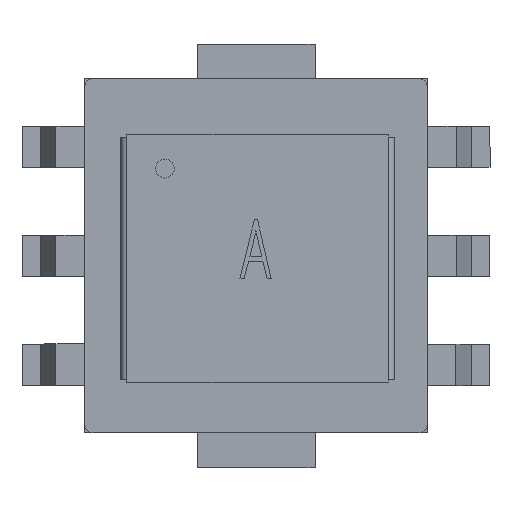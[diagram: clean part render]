
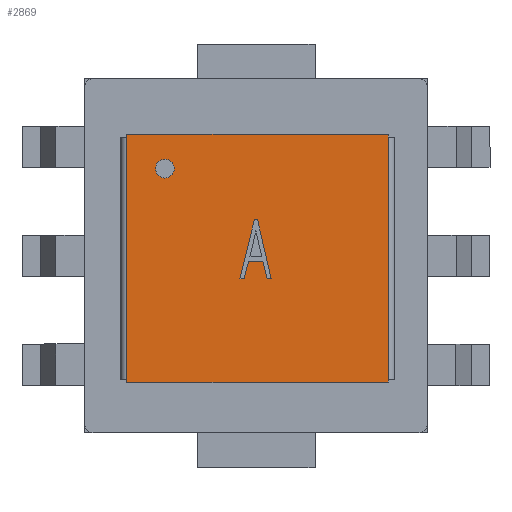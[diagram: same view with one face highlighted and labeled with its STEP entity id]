
A CAD part, top view. The second image highlights one B-rep face of the part: STEP entity #2869.
In plain terms, the highlighted planar face has unit normal (0, 0, 1).
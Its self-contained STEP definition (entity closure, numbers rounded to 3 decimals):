
#28=CIRCLE('',#3386,0.159);
#189=ORIENTED_EDGE('',*,*,#966,.T.);
#190=ORIENTED_EDGE('',*,*,#967,.F.);
#191=ORIENTED_EDGE('',*,*,#968,.F.);
#192=ORIENTED_EDGE('',*,*,#969,.T.);
#193=ORIENTED_EDGE('',*,*,#970,.T.);
#194=ORIENTED_EDGE('',*,*,#971,.T.);
#195=ORIENTED_EDGE('',*,*,#972,.T.);
#196=ORIENTED_EDGE('',*,*,#973,.T.);
#197=ORIENTED_EDGE('',*,*,#974,.T.);
#198=ORIENTED_EDGE('',*,*,#956,.T.);
#199=ORIENTED_EDGE('',*,*,#935,.T.);
#200=ORIENTED_EDGE('',*,*,#939,.T.);
#201=ORIENTED_EDGE('',*,*,#942,.T.);
#202=ORIENTED_EDGE('',*,*,#945,.T.);
#203=ORIENTED_EDGE('',*,*,#948,.T.);
#204=ORIENTED_EDGE('',*,*,#951,.T.);
#205=ORIENTED_EDGE('',*,*,#954,.T.);
#935=EDGE_CURVE('',#1339,#1338,#1609,.T.);
#939=EDGE_CURVE('',#1338,#1341,#1612,.T.);
#942=EDGE_CURVE('',#1341,#1343,#1614,.T.);
#945=EDGE_CURVE('',#1343,#1345,#1616,.T.);
#948=EDGE_CURVE('',#1345,#1347,#1618,.T.);
#951=EDGE_CURVE('',#1347,#1349,#1620,.T.);
#954=EDGE_CURVE('',#1349,#1351,#1622,.T.);
#956=EDGE_CURVE('',#1351,#1339,#1623,.T.);
#966=EDGE_CURVE('',#1358,#1358,#28,.T.);
#967=EDGE_CURVE('',#1359,#1360,#1630,.T.);
#968=EDGE_CURVE('',#1361,#1359,#1631,.T.);
#969=EDGE_CURVE('',#1361,#1362,#1632,.F.);
#970=EDGE_CURVE('',#1362,#1363,#1633,.T.);
#971=EDGE_CURVE('',#1363,#1364,#1634,.T.);
#972=EDGE_CURVE('',#1364,#1365,#1635,.F.);
#973=EDGE_CURVE('',#1365,#1366,#1636,.T.);
#974=EDGE_CURVE('',#1366,#1360,#1637,.T.);
#1338=VERTEX_POINT('',#4346);
#1339=VERTEX_POINT('',#4348);
#1341=VERTEX_POINT('',#4355);
#1343=VERTEX_POINT('',#4362);
#1345=VERTEX_POINT('',#4369);
#1347=VERTEX_POINT('',#4376);
#1349=VERTEX_POINT('',#4383);
#1351=VERTEX_POINT('',#4390);
#1358=VERTEX_POINT('',#4421);
#1359=VERTEX_POINT('',#4423);
#1360=VERTEX_POINT('',#4424);
#1361=VERTEX_POINT('',#4426);
#1362=VERTEX_POINT('',#4428);
#1363=VERTEX_POINT('',#4430);
#1364=VERTEX_POINT('',#4432);
#1365=VERTEX_POINT('',#4434);
#1366=VERTEX_POINT('',#4436);
#1609=LINE('',#4347,#1987);
#1612=LINE('',#4356,#1990);
#1614=LINE('',#4363,#1992);
#1616=LINE('',#4370,#1994);
#1618=LINE('',#4377,#1996);
#1620=LINE('',#4384,#1998);
#1622=LINE('',#4391,#2000);
#1623=LINE('',#4395,#2001);
#1630=LINE('',#4422,#2008);
#1631=LINE('',#4425,#2009);
#1632=LINE('',#4427,#2010);
#1633=LINE('',#4429,#2011);
#1634=LINE('',#4431,#2012);
#1635=LINE('',#4433,#2013);
#1636=LINE('',#4435,#2014);
#1637=LINE('',#4437,#2015);
#1987=VECTOR('',#3585,1000.);
#1990=VECTOR('',#3590,1000.);
#1992=VECTOR('',#3594,1000.);
#1994=VECTOR('',#3598,1000.);
#1996=VECTOR('',#3602,1000.);
#1998=VECTOR('',#3606,1000.);
#2000=VECTOR('',#3610,1000.);
#2001=VECTOR('',#3613,1000.);
#2008=VECTOR('',#3634,1000.);
#2009=VECTOR('',#3635,1000.);
#2010=VECTOR('',#3636,1000.);
#2011=VECTOR('',#3637,1000.);
#2012=VECTOR('',#3638,1000.);
#2013=VECTOR('',#3639,1000.);
#2014=VECTOR('',#3640,1000.);
#2015=VECTOR('',#3641,1000.);
#2372=EDGE_LOOP('',(#189));
#2373=EDGE_LOOP('',(#190,#191,#192,#193,#194,#195,#196,#197));
#2374=EDGE_LOOP('',(#198,#199,#200,#201,#202,#203,#204,#205));
#2545=FACE_BOUND('',#2372,.T.);
#2546=FACE_BOUND('',#2373,.T.);
#2547=FACE_BOUND('',#2374,.T.);
#2717=PLANE('',#3385);
#2869=ADVANCED_FACE('',(#2545,#2546,#2547),#2717,.T.);
#3385=AXIS2_PLACEMENT_3D('',#4419,#3630,#3631);
#3386=AXIS2_PLACEMENT_3D('',#4420,#3632,#3633);
#3585=DIRECTION('',(0.,1.,0.));
#3590=DIRECTION('',(0.974,0.226,0.));
#3594=DIRECTION('',(0.,-1.,0.));
#3598=DIRECTION('',(-0.973,-0.23,0.));
#3602=DIRECTION('',(0.,-1.,0.));
#3606=DIRECTION('',(0.972,-0.237,0.));
#3610=DIRECTION('',(-0.011,-1.,0.));
#3613=DIRECTION('',(-0.971,0.237,0.));
#3630=DIRECTION('',(0.,0.,1.));
#3631=DIRECTION('',(1.,0.,0.));
#3632=DIRECTION('',(0.,0.,-1.));
#3633=DIRECTION('',(0.,1.,0.));
#3634=DIRECTION('',(1.,0.,0.));
#3635=DIRECTION('',(0.,-1.,0.));
#3636=DIRECTION('',(1.,0.,0.));
#3637=DIRECTION('',(0.,-1.,0.));
#3638=DIRECTION('',(-1.,0.,0.));
#3639=DIRECTION('',(0.,1.,0.));
#3640=DIRECTION('',(1.,0.,0.));
#3641=DIRECTION('',(0.,1.,0.));
#4346=CARTESIAN_POINT('',(-0.652,-0.002,0.13));
#4347=CARTESIAN_POINT('',(-0.652,0.,0.13));
#4348=CARTESIAN_POINT('',(-0.652,-0.057,0.13));
#4355=CARTESIAN_POINT('',(0.347,0.23,0.13));
#4356=CARTESIAN_POINT('',(-0.033,0.142,0.13));
#4362=CARTESIAN_POINT('',(0.347,0.159,0.13));
#4363=CARTESIAN_POINT('',(0.347,0.,0.13));
#4369=CARTESIAN_POINT('',(0.046,0.088,0.13));
#4370=CARTESIAN_POINT('',(-0.017,0.073,0.13));
#4376=CARTESIAN_POINT('',(0.046,-0.155,0.13));
#4377=CARTESIAN_POINT('',(0.046,0.,0.13));
#4383=CARTESIAN_POINT('',(0.348,-0.229,0.13));
#4384=CARTESIAN_POINT('',(-0.033,-0.136,0.13));
#4390=CARTESIAN_POINT('',(0.347,-0.3,0.13));
#4391=CARTESIAN_POINT('',(0.35,-0.004,0.13));
#4395=CARTESIAN_POINT('',(-0.05,-0.204,0.13));
#4419=CARTESIAN_POINT('',(0.,0.,0.13));
#4420=CARTESIAN_POINT('',(-1.522,-1.575,0.13));
#4421=CARTESIAN_POINT('',(-1.522,-1.416,0.13));
#4422=CARTESIAN_POINT('',(0.,2.218,0.13));
#4423=CARTESIAN_POINT('',(2.059,2.218,0.13));
#4424=CARTESIAN_POINT('',(2.105,2.218,0.13));
#4425=CARTESIAN_POINT('',(2.059,0.,0.13));
#4426=CARTESIAN_POINT('',(2.059,2.22,0.13));
#4427=CARTESIAN_POINT('',(0.,2.22,0.13));
#4428=CARTESIAN_POINT('',(-2.056,2.22,0.13));
#4429=CARTESIAN_POINT('',(-2.056,0.,0.13));
#4430=CARTESIAN_POINT('',(-2.056,2.218,0.13));
#4431=CARTESIAN_POINT('',(0.,2.218,0.13));
#4432=CARTESIAN_POINT('',(-2.105,2.218,0.13));
#4433=CARTESIAN_POINT('',(-2.105,0.,0.13));
#4434=CARTESIAN_POINT('',(-2.105,-2.22,0.13));
#4435=CARTESIAN_POINT('',(0.,-2.22,0.13));
#4436=CARTESIAN_POINT('',(2.105,-2.22,0.13));
#4437=CARTESIAN_POINT('',(2.105,0.,0.13));
